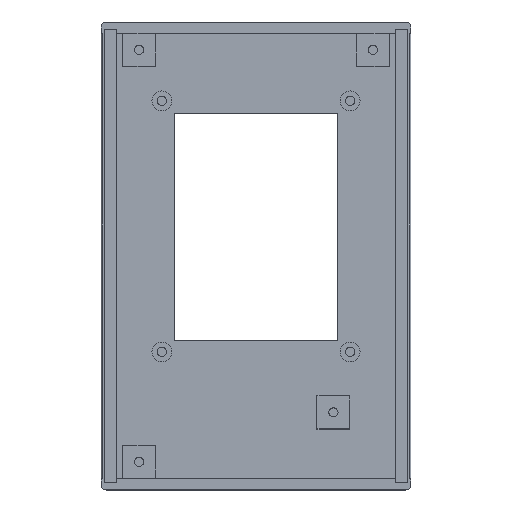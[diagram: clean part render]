
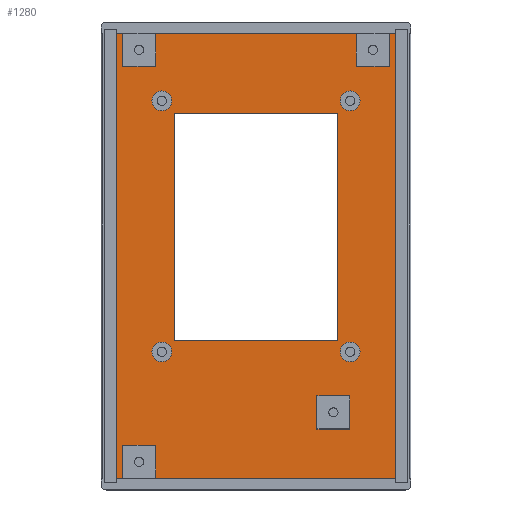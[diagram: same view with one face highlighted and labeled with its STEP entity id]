
A CAD part, top view. The second image highlights one B-rep face of the part: STEP entity #1280.
In plain terms, the highlighted planar face has unit normal (0, 0, 1).
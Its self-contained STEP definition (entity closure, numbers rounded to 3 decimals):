
#739 = VERTEX_POINT('',#740);
#740 = CARTESIAN_POINT('',(42.3,-76.5,3.5));
#746 = EDGE_CURVE('',#747,#739,#749,.T.);
#747 = VERTEX_POINT('',#748);
#748 = CARTESIAN_POINT('',(42.3,58.5,3.5));
#749 = LINE('',#750,#751);
#750 = CARTESIAN_POINT('',(42.3,25.35,3.5));
#751 = VECTOR('',#752,1.);
#752 = DIRECTION('',(0.,-1.,0.));
#768 = EDGE_CURVE('',#769,#739,#771,.T.);
#769 = VERTEX_POINT('',#770);
#770 = CARTESIAN_POINT('',(-42.3,-76.5,3.5));
#771 = LINE('',#772,#773);
#772 = CARTESIAN_POINT('',(-47.,-76.5,3.5));
#773 = VECTOR('',#774,1.);
#774 = DIRECTION('',(1.,0.,0.));
#841 = VERTEX_POINT('',#842);
#842 = CARTESIAN_POINT('',(-42.3,58.5,3.5));
#848 = EDGE_CURVE('',#769,#841,#849,.T.);
#849 = LINE('',#850,#851);
#850 = CARTESIAN_POINT('',(-42.3,-43.35,3.5));
#851 = VECTOR('',#852,1.);
#852 = DIRECTION('',(0.,1.,0.));
#1156 = EDGE_CURVE('',#747,#841,#1157,.T.);
#1157 = LINE('',#1158,#1159);
#1158 = CARTESIAN_POINT('',(47.,58.5,3.5));
#1159 = VECTOR('',#1160,1.);
#1160 = DIRECTION('',(-1.,0.,0.));
#1280 = ADVANCED_FACE('',(#1281,#1287,#1321,#1332,#1366,#1377,#1411,
    #1422,#1456,#1467),#1501,.T.);
#1281 = FACE_BOUND('',#1282,.T.);
#1282 = EDGE_LOOP('',(#1283,#1284,#1285,#1286));
#1283 = ORIENTED_EDGE('',*,*,#1156,.T.);
#1284 = ORIENTED_EDGE('',*,*,#848,.F.);
#1285 = ORIENTED_EDGE('',*,*,#768,.T.);
#1286 = ORIENTED_EDGE('',*,*,#746,.F.);
#1287 = FACE_BOUND('',#1288,.T.);
#1288 = EDGE_LOOP('',(#1289,#1299,#1307,#1315));
#1289 = ORIENTED_EDGE('',*,*,#1290,.F.);
#1290 = EDGE_CURVE('',#1291,#1293,#1295,.T.);
#1291 = VERTEX_POINT('',#1292);
#1292 = CARTESIAN_POINT('',(-30.501,-66.501,3.5));
#1293 = VERTEX_POINT('',#1294);
#1294 = CARTESIAN_POINT('',(-40.499,-66.501,3.5));
#1295 = LINE('',#1296,#1297);
#1296 = CARTESIAN_POINT('',(-30.501,-66.501,3.5));
#1297 = VECTOR('',#1298,1.);
#1298 = DIRECTION('',(-1.,0.,0.));
#1299 = ORIENTED_EDGE('',*,*,#1300,.F.);
#1300 = EDGE_CURVE('',#1301,#1291,#1303,.T.);
#1301 = VERTEX_POINT('',#1302);
#1302 = CARTESIAN_POINT('',(-30.501,-76.499,3.5));
#1303 = LINE('',#1304,#1305);
#1304 = CARTESIAN_POINT('',(-30.501,-76.499,3.5));
#1305 = VECTOR('',#1306,1.);
#1306 = DIRECTION('',(0.,1.,0.));
#1307 = ORIENTED_EDGE('',*,*,#1308,.F.);
#1308 = EDGE_CURVE('',#1309,#1301,#1311,.T.);
#1309 = VERTEX_POINT('',#1310);
#1310 = CARTESIAN_POINT('',(-40.499,-76.499,3.5));
#1311 = LINE('',#1312,#1313);
#1312 = CARTESIAN_POINT('',(-40.499,-76.499,3.5));
#1313 = VECTOR('',#1314,1.);
#1314 = DIRECTION('',(1.,0.,0.));
#1315 = ORIENTED_EDGE('',*,*,#1316,.F.);
#1316 = EDGE_CURVE('',#1293,#1309,#1317,.T.);
#1317 = LINE('',#1318,#1319);
#1318 = CARTESIAN_POINT('',(-40.499,-66.501,3.5));
#1319 = VECTOR('',#1320,1.);
#1320 = DIRECTION('',(0.,-1.,0.));
#1321 = FACE_BOUND('',#1322,.T.);
#1322 = EDGE_LOOP('',(#1323));
#1323 = ORIENTED_EDGE('',*,*,#1324,.F.);
#1324 = EDGE_CURVE('',#1325,#1325,#1327,.T.);
#1325 = VERTEX_POINT('',#1326);
#1326 = CARTESIAN_POINT('',(-25.58,-38.1,3.5));
#1327 = CIRCLE('',#1328,3.);
#1328 = AXIS2_PLACEMENT_3D('',#1329,#1330,#1331);
#1329 = CARTESIAN_POINT('',(-28.58,-38.1,3.5));
#1330 = DIRECTION('',(0.,0.,1.));
#1331 = DIRECTION('',(1.,0.,0.));
#1332 = FACE_BOUND('',#1333,.T.);
#1333 = EDGE_LOOP('',(#1334,#1344,#1352,#1360));
#1334 = ORIENTED_EDGE('',*,*,#1335,.F.);
#1335 = EDGE_CURVE('',#1336,#1338,#1340,.T.);
#1336 = VERTEX_POINT('',#1337);
#1337 = CARTESIAN_POINT('',(28.499,-51.501,3.5));
#1338 = VERTEX_POINT('',#1339);
#1339 = CARTESIAN_POINT('',(18.501,-51.501,3.5));
#1340 = LINE('',#1341,#1342);
#1341 = CARTESIAN_POINT('',(28.499,-51.501,3.5));
#1342 = VECTOR('',#1343,1.);
#1343 = DIRECTION('',(-1.,0.,0.));
#1344 = ORIENTED_EDGE('',*,*,#1345,.F.);
#1345 = EDGE_CURVE('',#1346,#1336,#1348,.T.);
#1346 = VERTEX_POINT('',#1347);
#1347 = CARTESIAN_POINT('',(28.499,-61.499,3.5));
#1348 = LINE('',#1349,#1350);
#1349 = CARTESIAN_POINT('',(28.499,-61.499,3.5));
#1350 = VECTOR('',#1351,1.);
#1351 = DIRECTION('',(0.,1.,0.));
#1352 = ORIENTED_EDGE('',*,*,#1353,.F.);
#1353 = EDGE_CURVE('',#1354,#1346,#1356,.T.);
#1354 = VERTEX_POINT('',#1355);
#1355 = CARTESIAN_POINT('',(18.501,-61.499,3.5));
#1356 = LINE('',#1357,#1358);
#1357 = CARTESIAN_POINT('',(18.501,-61.499,3.5));
#1358 = VECTOR('',#1359,1.);
#1359 = DIRECTION('',(1.,0.,0.));
#1360 = ORIENTED_EDGE('',*,*,#1361,.F.);
#1361 = EDGE_CURVE('',#1338,#1354,#1362,.T.);
#1362 = LINE('',#1363,#1364);
#1363 = CARTESIAN_POINT('',(18.501,-51.501,3.5));
#1364 = VECTOR('',#1365,1.);
#1365 = DIRECTION('',(0.,-1.,0.));
#1366 = FACE_BOUND('',#1367,.T.);
#1367 = EDGE_LOOP('',(#1368));
#1368 = ORIENTED_EDGE('',*,*,#1369,.F.);
#1369 = EDGE_CURVE('',#1370,#1370,#1372,.T.);
#1370 = VERTEX_POINT('',#1371);
#1371 = CARTESIAN_POINT('',(31.58,-38.1,3.5));
#1372 = CIRCLE('',#1373,3.);
#1373 = AXIS2_PLACEMENT_3D('',#1374,#1375,#1376);
#1374 = CARTESIAN_POINT('',(28.58,-38.1,3.5));
#1375 = DIRECTION('',(0.,0.,1.));
#1376 = DIRECTION('',(1.,0.,0.));
#1377 = FACE_BOUND('',#1378,.T.);
#1378 = EDGE_LOOP('',(#1379,#1389,#1397,#1405));
#1379 = ORIENTED_EDGE('',*,*,#1380,.F.);
#1380 = EDGE_CURVE('',#1381,#1383,#1385,.T.);
#1381 = VERTEX_POINT('',#1382);
#1382 = CARTESIAN_POINT('',(24.8,34.16,3.5));
#1383 = VERTEX_POINT('',#1384);
#1384 = CARTESIAN_POINT('',(-24.8,34.16,3.5));
#1385 = LINE('',#1386,#1387);
#1386 = CARTESIAN_POINT('',(24.8,34.16,3.5));
#1387 = VECTOR('',#1388,1.);
#1388 = DIRECTION('',(-1.,0.,0.));
#1389 = ORIENTED_EDGE('',*,*,#1390,.F.);
#1390 = EDGE_CURVE('',#1391,#1381,#1393,.T.);
#1391 = VERTEX_POINT('',#1392);
#1392 = CARTESIAN_POINT('',(24.8,-34.74,3.5));
#1393 = LINE('',#1394,#1395);
#1394 = CARTESIAN_POINT('',(24.8,-34.74,3.5));
#1395 = VECTOR('',#1396,1.);
#1396 = DIRECTION('',(0.,1.,0.));
#1397 = ORIENTED_EDGE('',*,*,#1398,.F.);
#1398 = EDGE_CURVE('',#1399,#1391,#1401,.T.);
#1399 = VERTEX_POINT('',#1400);
#1400 = CARTESIAN_POINT('',(-24.8,-34.74,3.5));
#1401 = LINE('',#1402,#1403);
#1402 = CARTESIAN_POINT('',(-24.8,-34.74,3.5));
#1403 = VECTOR('',#1404,1.);
#1404 = DIRECTION('',(1.,0.,0.));
#1405 = ORIENTED_EDGE('',*,*,#1406,.F.);
#1406 = EDGE_CURVE('',#1383,#1399,#1407,.T.);
#1407 = LINE('',#1408,#1409);
#1408 = CARTESIAN_POINT('',(-24.8,34.16,3.5));
#1409 = VECTOR('',#1410,1.);
#1410 = DIRECTION('',(0.,-1.,0.));
#1411 = FACE_BOUND('',#1412,.T.);
#1412 = EDGE_LOOP('',(#1413));
#1413 = ORIENTED_EDGE('',*,*,#1414,.F.);
#1414 = EDGE_CURVE('',#1415,#1415,#1417,.T.);
#1415 = VERTEX_POINT('',#1416);
#1416 = CARTESIAN_POINT('',(-25.58,38.1,3.5));
#1417 = CIRCLE('',#1418,3.);
#1418 = AXIS2_PLACEMENT_3D('',#1419,#1420,#1421);
#1419 = CARTESIAN_POINT('',(-28.58,38.1,3.5));
#1420 = DIRECTION('',(0.,0.,1.));
#1421 = DIRECTION('',(1.,0.,0.));
#1422 = FACE_BOUND('',#1423,.T.);
#1423 = EDGE_LOOP('',(#1424,#1434,#1442,#1450));
#1424 = ORIENTED_EDGE('',*,*,#1425,.F.);
#1425 = EDGE_CURVE('',#1426,#1428,#1430,.T.);
#1426 = VERTEX_POINT('',#1427);
#1427 = CARTESIAN_POINT('',(-30.501,58.499,3.5));
#1428 = VERTEX_POINT('',#1429);
#1429 = CARTESIAN_POINT('',(-40.499,58.499,3.5));
#1430 = LINE('',#1431,#1432);
#1431 = CARTESIAN_POINT('',(-30.501,58.499,3.5));
#1432 = VECTOR('',#1433,1.);
#1433 = DIRECTION('',(-1.,0.,0.));
#1434 = ORIENTED_EDGE('',*,*,#1435,.F.);
#1435 = EDGE_CURVE('',#1436,#1426,#1438,.T.);
#1436 = VERTEX_POINT('',#1437);
#1437 = CARTESIAN_POINT('',(-30.501,48.501,3.5));
#1438 = LINE('',#1439,#1440);
#1439 = CARTESIAN_POINT('',(-30.501,48.501,3.5));
#1440 = VECTOR('',#1441,1.);
#1441 = DIRECTION('',(0.,1.,0.));
#1442 = ORIENTED_EDGE('',*,*,#1443,.F.);
#1443 = EDGE_CURVE('',#1444,#1436,#1446,.T.);
#1444 = VERTEX_POINT('',#1445);
#1445 = CARTESIAN_POINT('',(-40.499,48.501,3.5));
#1446 = LINE('',#1447,#1448);
#1447 = CARTESIAN_POINT('',(-40.499,48.501,3.5));
#1448 = VECTOR('',#1449,1.);
#1449 = DIRECTION('',(1.,0.,0.));
#1450 = ORIENTED_EDGE('',*,*,#1451,.F.);
#1451 = EDGE_CURVE('',#1428,#1444,#1452,.T.);
#1452 = LINE('',#1453,#1454);
#1453 = CARTESIAN_POINT('',(-40.499,58.499,3.5));
#1454 = VECTOR('',#1455,1.);
#1455 = DIRECTION('',(0.,-1.,0.));
#1456 = FACE_BOUND('',#1457,.T.);
#1457 = EDGE_LOOP('',(#1458));
#1458 = ORIENTED_EDGE('',*,*,#1459,.F.);
#1459 = EDGE_CURVE('',#1460,#1460,#1462,.T.);
#1460 = VERTEX_POINT('',#1461);
#1461 = CARTESIAN_POINT('',(31.58,38.1,3.5));
#1462 = CIRCLE('',#1463,3.);
#1463 = AXIS2_PLACEMENT_3D('',#1464,#1465,#1466);
#1464 = CARTESIAN_POINT('',(28.58,38.1,3.5));
#1465 = DIRECTION('',(0.,0.,1.));
#1466 = DIRECTION('',(1.,0.,0.));
#1467 = FACE_BOUND('',#1468,.T.);
#1468 = EDGE_LOOP('',(#1469,#1479,#1487,#1495));
#1469 = ORIENTED_EDGE('',*,*,#1470,.F.);
#1470 = EDGE_CURVE('',#1471,#1473,#1475,.T.);
#1471 = VERTEX_POINT('',#1472);
#1472 = CARTESIAN_POINT('',(40.499,58.499,3.5));
#1473 = VERTEX_POINT('',#1474);
#1474 = CARTESIAN_POINT('',(30.501,58.499,3.5));
#1475 = LINE('',#1476,#1477);
#1476 = CARTESIAN_POINT('',(40.499,58.499,3.5));
#1477 = VECTOR('',#1478,1.);
#1478 = DIRECTION('',(-1.,0.,0.));
#1479 = ORIENTED_EDGE('',*,*,#1480,.F.);
#1480 = EDGE_CURVE('',#1481,#1471,#1483,.T.);
#1481 = VERTEX_POINT('',#1482);
#1482 = CARTESIAN_POINT('',(40.499,48.501,3.5));
#1483 = LINE('',#1484,#1485);
#1484 = CARTESIAN_POINT('',(40.499,48.501,3.5));
#1485 = VECTOR('',#1486,1.);
#1486 = DIRECTION('',(0.,1.,0.));
#1487 = ORIENTED_EDGE('',*,*,#1488,.F.);
#1488 = EDGE_CURVE('',#1489,#1481,#1491,.T.);
#1489 = VERTEX_POINT('',#1490);
#1490 = CARTESIAN_POINT('',(30.501,48.501,3.5));
#1491 = LINE('',#1492,#1493);
#1492 = CARTESIAN_POINT('',(30.501,48.501,3.5));
#1493 = VECTOR('',#1494,1.);
#1494 = DIRECTION('',(1.,0.,0.));
#1495 = ORIENTED_EDGE('',*,*,#1496,.F.);
#1496 = EDGE_CURVE('',#1473,#1489,#1497,.T.);
#1497 = LINE('',#1498,#1499);
#1498 = CARTESIAN_POINT('',(30.501,58.499,3.5));
#1499 = VECTOR('',#1500,1.);
#1500 = DIRECTION('',(0.,-1.,0.));
#1501 = PLANE('',#1502);
#1502 = AXIS2_PLACEMENT_3D('',#1503,#1504,#1505);
#1503 = CARTESIAN_POINT('',(0.,-9.,3.5));
#1504 = DIRECTION('',(0.,0.,1.));
#1505 = DIRECTION('',(1.,0.,0.));
